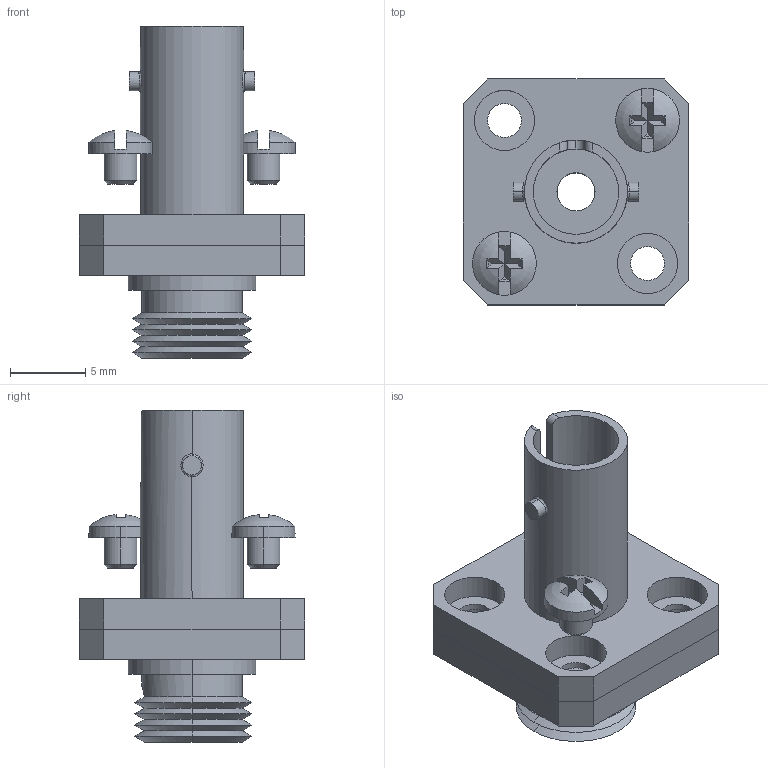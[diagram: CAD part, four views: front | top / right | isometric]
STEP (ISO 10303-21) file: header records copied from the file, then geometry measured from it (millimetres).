
FILE_DESCRIPTION (( 'STEP AP214' ), '1' );
FILE_NAME ('FOA-301.STEP', '2017-10-03T12:42:02', ( '' ), ( '' ), 'SwSTEP 2.0', 'SolidWorks 2014', '' );
FILE_SCHEMA (( 'AUTOMOTIVE_DESIGN' ));
Length unit declared in the file: inch
Products named in the file (3): FOA-301; FOA-301-MA1_3AA01-008-125
Assembly tree (3 placements, depth 2):
  FOA-301
    FOA-301
    FOA-301-MA1_3AA01-008-125  x2
Bounding box: 15.04 x 15.04 x 22.1 mm (x, y, z)
Volume: 1152 mm3; surface area: 2113.9 mm2
Topology: 4 solids, 4 shells, 178 faces, 436 edges, 276 vertices
Faces by surface type: plane 84, cylinder 58, cone 28, bspline 4, sphere 4
Entity records: 5564 total; most frequent: CARTESIAN_POINT 1161, DIRECTION 753, ORIENTED_EDGE 726, EDGE_CURVE 363, AXIS2_PLACEMENT_3D 288, VERTEX_POINT 232, LINE 177, VECTOR 177
